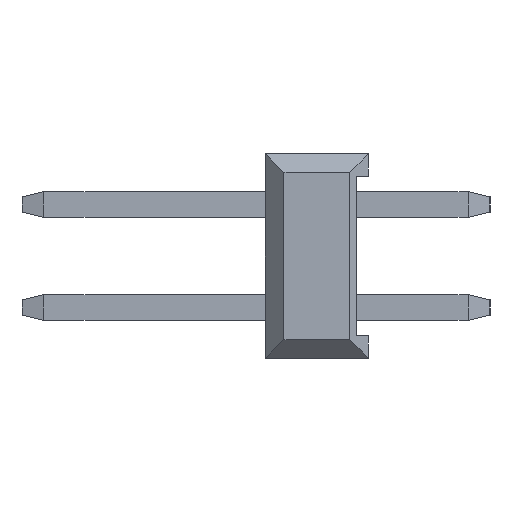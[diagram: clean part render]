
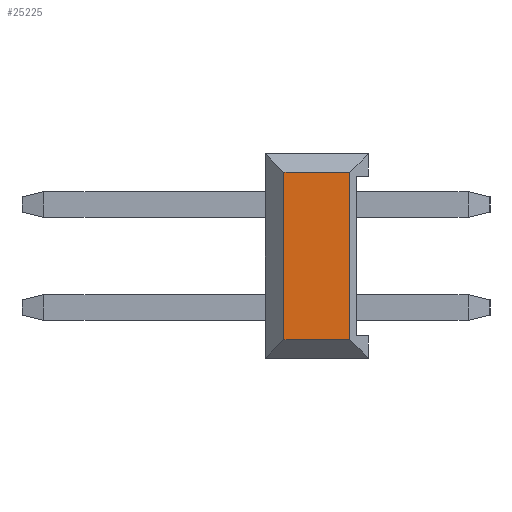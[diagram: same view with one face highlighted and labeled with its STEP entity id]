
A CAD part, left-side view. The second image highlights one B-rep face of the part: STEP entity #25225.
In plain terms, the highlighted planar face has unit normal (-1, 0, 0).
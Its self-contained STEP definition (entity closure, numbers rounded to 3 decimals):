
#1257 = EDGE_CURVE ( 'NONE', #12300, #12219, #22169, .T. ) ;
#1259 = EDGE_CURVE ( 'NONE', #7575, #12219, #22172, .T. ) ;
#1262 = EDGE_CURVE ( 'NONE', #12326, #12300, #22178, .T. ) ;
#1264 = EDGE_CURVE ( 'NONE', #12326, #7575, #22184, .T. ) ;
#5264 = FACE_OUTER_BOUND ( 'NONE', #25788, .T. ) ;
#5380 = AXIS2_PLACEMENT_3D ( 'NONE', #19774, #19775, #19776 ) ;
#7575 = VERTEX_POINT ( 'NONE', #18916 ) ;
#11911 = PLANE ( 'NONE',  #5380 ) ;
#12219 = VERTEX_POINT ( 'NONE', #13313 ) ;
#12300 = VERTEX_POINT ( 'NONE', #13394 ) ;
#12326 = VERTEX_POINT ( 'NONE', #13420 ) ;
#13313 = CARTESIAN_POINT ( 'NONE',  ( -1.27, 0.46, 0.79 ) ) ;
#13394 = CARTESIAN_POINT ( 'NONE',  ( -1.27, 2.08, 0.79 ) ) ;
#13420 = CARTESIAN_POINT ( 'NONE',  ( -1.27, 2.08, -3.33 ) ) ;
#15364 = ORIENTED_EDGE ( 'NONE', *, *, #1257, .F. ) ;
#15484 = ORIENTED_EDGE ( 'NONE', *, *, #1259, .T. ) ;
#15501 = ORIENTED_EDGE ( 'NONE', *, *, #1262, .F. ) ;
#15608 = ORIENTED_EDGE ( 'NONE', *, *, #1264, .T. ) ;
#17447 = VECTOR ( 'NONE', #22186, 1000. ) ;
#17548 = VECTOR ( 'NONE', #22174, 1000. ) ;
#17557 = VECTOR ( 'NONE', #22171, 1000. ) ;
#17583 = VECTOR ( 'NONE', #22180, 1000. ) ;
#18916 = CARTESIAN_POINT ( 'NONE',  ( -1.27, 0.46, -3.33 ) ) ;
#19774 = CARTESIAN_POINT ( 'NONE',  ( -1.27, 2.54, 0.79 ) ) ;
#19775 = DIRECTION ( 'NONE',  ( 1., 0., 0. ) ) ;
#19776 = DIRECTION ( 'NONE',  ( 0., 0., -1. ) ) ;
#22169 = LINE ( 'NONE', #22170, #17557 ) ;
#22170 = CARTESIAN_POINT ( 'NONE',  ( -1.27, 2.54, 0.79 ) ) ;
#22171 = DIRECTION ( 'NONE',  ( 0., -1., 0. ) ) ;
#22172 = LINE ( 'NONE', #22173, #17548 ) ;
#22173 = CARTESIAN_POINT ( 'NONE',  ( -1.27, 0.46, -3.81 ) ) ;
#22174 = DIRECTION ( 'NONE',  ( 0., 0., 1. ) ) ;
#22178 = LINE ( 'NONE', #22179, #17583 ) ;
#22179 = CARTESIAN_POINT ( 'NONE',  ( -1.27, 2.08, -3.81 ) ) ;
#22180 = DIRECTION ( 'NONE',  ( 0., 0., 1. ) ) ;
#22184 = LINE ( 'NONE', #22185, #17447 ) ;
#22185 = CARTESIAN_POINT ( 'NONE',  ( -1.27, 2.54, -3.33 ) ) ;
#22186 = DIRECTION ( 'NONE',  ( 0., -1., 0. ) ) ;
#25225 = ADVANCED_FACE ( 'NONE', ( #5264 ), #11911, .F. ) ;
#25788 = EDGE_LOOP ( 'NONE', ( #15364, #15501, #15608, #15484 ) ) ;
